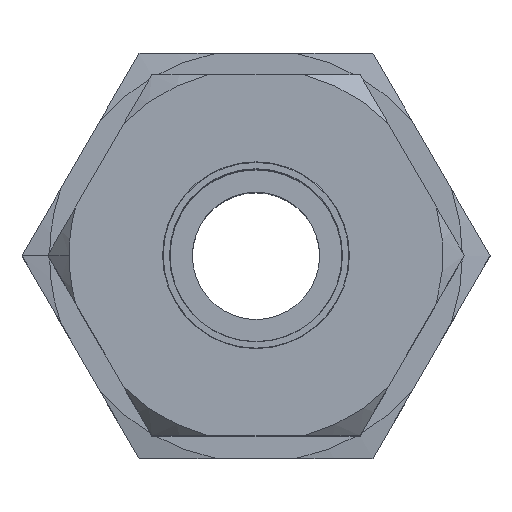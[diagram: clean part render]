
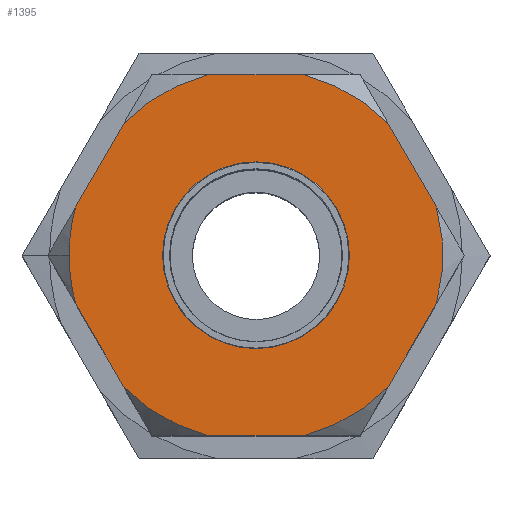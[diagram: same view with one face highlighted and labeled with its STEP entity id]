
A CAD part, top view. The second image highlights one B-rep face of the part: STEP entity #1395.
In plain terms, the highlighted planar face has unit normal (0, 0, 1).
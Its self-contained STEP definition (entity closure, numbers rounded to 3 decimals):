
#87 = CARTESIAN_POINT ( 'NONE',  ( 0., 0., 22.5 ) ) ;
#88 = DIRECTION ( 'NONE',  ( 0., 0., 1. ) ) ;
#89 = AXIS2_PLACEMENT_3D ( 'NONE', #87, #88, #180 ) ;
#180 = DIRECTION ( 'NONE',  ( 1., 0., 0. ) ) ;
#386 = CARTESIAN_POINT ( 'NONE',  ( 4.4, 0., 22.5 ) ) ;
#397 = CARTESIAN_POINT ( 'NONE',  ( -4.4, 0., 22.5 ) ) ;
#401 = CIRCLE ( 'NONE', #89, 8.801 ) ;
#411 = CARTESIAN_POINT ( 'NONE',  ( 2.284, -8.5, 22.5 ) ) ;
#493 = CARTESIAN_POINT ( 'NONE',  ( 6.219, -6.228, 22.5 ) ) ;
#503 = CARTESIAN_POINT ( 'NONE',  ( 0., 0., 22.5 ) ) ;
#544 = DIRECTION ( 'NONE',  ( 1., 0., 0. ) ) ;
#545 = DIRECTION ( 'NONE',  ( 0., 0., 1. ) ) ;
#546 = AXIS2_PLACEMENT_3D ( 'NONE', #503, #545, #544 ) ;
#547 = CIRCLE ( 'NONE', #546, 4.4 ) ;
#1362 = VERTEX_POINT ( 'NONE', #1956 ) ;
#1363 = VERTEX_POINT ( 'NONE', #1976 ) ;
#1367 = ORIENTED_EDGE ( 'NONE', *, *, #1368, .F. ) ;
#1368 = EDGE_CURVE ( 'NONE', #3281, #3294, #2013, .T. ) ;
#1369 = ORIENTED_EDGE ( 'NONE', *, *, #3349, .F. ) ;
#1370 = EDGE_LOOP ( 'NONE', ( #1371, #1438, #1465, #1439, #1483, #1486, #1446, #1440, #1442, #1467, #1498, #1496, #1495 ) ) ;
#1371 = ORIENTED_EDGE ( 'NONE', *, *, #1407, .T. ) ;
#1386 = EDGE_CURVE ( 'NONE', #1363, #1362, #1996, .T. ) ;
#1395 = ADVANCED_FACE ( 'NONE', ( #2032, #2033 ), #2041, .F. ) ;
#1396 = EDGE_LOOP ( 'NONE', ( #1367, #1369 ) ) ;
#1402 = VERTEX_POINT ( 'NONE', #2024 ) ;
#1407 = EDGE_CURVE ( 'NONE', #1491, #1402, #2056, .T. ) ;
#1434 = VERTEX_POINT ( 'NONE', #2084 ) ;
#1438 = ORIENTED_EDGE ( 'NONE', *, *, #1444, .T. ) ;
#1439 = ORIENTED_EDGE ( 'NONE', *, *, #1482, .T. ) ;
#1440 = ORIENTED_EDGE ( 'NONE', *, *, #1441, .T. ) ;
#1441 = EDGE_CURVE ( 'NONE', #1502, #1363, #2096, .T. ) ;
#1442 = ORIENTED_EDGE ( 'NONE', *, *, #1386, .T. ) ;
#1443 = EDGE_CURVE ( 'NONE', #1475, #1434, #2092, .T. ) ;
#1444 = EDGE_CURVE ( 'NONE', #1402, #3297, #2082, .T. ) ;
#1446 = ORIENTED_EDGE ( 'NONE', *, *, #1503, .T. ) ;
#1450 = EDGE_CURVE ( 'NONE', #1454, #3227, #2070, .T. ) ;
#1454 = VERTEX_POINT ( 'NONE', #2064 ) ;
#1465 = ORIENTED_EDGE ( 'NONE', *, *, #3296, .T. ) ;
#1467 = ORIENTED_EDGE ( 'NONE', *, *, #1497, .T. ) ;
#1475 = VERTEX_POINT ( 'NONE', #2235 ) ;
#1482 = EDGE_CURVE ( 'NONE', #3334, #1499, #2220, .T. ) ;
#1483 = ORIENTED_EDGE ( 'NONE', *, *, #1506, .T. ) ;
#1486 = ORIENTED_EDGE ( 'NONE', *, *, #1443, .T. ) ;
#1491 = VERTEX_POINT ( 'NONE', #2194 ) ;
#1494 = EDGE_CURVE ( 'NONE', #3241, #1491, #2189, .T. ) ;
#1495 = ORIENTED_EDGE ( 'NONE', *, *, #1494, .T. ) ;
#1496 = ORIENTED_EDGE ( 'NONE', *, *, #3226, .T. ) ;
#1497 = EDGE_CURVE ( 'NONE', #1362, #1454, #2185, .T. ) ;
#1498 = ORIENTED_EDGE ( 'NONE', *, *, #1450, .T. ) ;
#1499 = VERTEX_POINT ( 'NONE', #1813 ) ;
#1502 = VERTEX_POINT ( 'NONE', #2181 ) ;
#1503 = EDGE_CURVE ( 'NONE', #1434, #1502, #1985, .T. ) ;
#1506 = EDGE_CURVE ( 'NONE', #1499, #1475, #2254, .T. ) ;
#1813 = CARTESIAN_POINT ( 'NONE',  ( 8.503, -2.272, 22.5 ) ) ;
#1822 = DIRECTION ( 'NONE',  ( 1., 0., 0. ) ) ;
#1952 = DIRECTION ( 'NONE',  ( 1., 0., 0. ) ) ;
#1953 = DIRECTION ( 'NONE',  ( 0., 0., 1. ) ) ;
#1954 = AXIS2_PLACEMENT_3D ( 'NONE', #1959, #1953, #1952 ) ;
#1956 = CARTESIAN_POINT ( 'NONE',  ( -6.219, 6.228, 22.5 ) ) ;
#1959 = CARTESIAN_POINT ( 'NONE',  ( 0., 0., 22.5 ) ) ;
#1969 = DIRECTION ( 'NONE',  ( 1., 0., 0. ) ) ;
#1972 = DIRECTION ( 'NONE',  ( 0., 0., 1. ) ) ;
#1973 = CARTESIAN_POINT ( 'NONE',  ( 0., 0., 22.5 ) ) ;
#1974 = AXIS2_PLACEMENT_3D ( 'NONE', #1973, #1972, #1969 ) ;
#1976 = CARTESIAN_POINT ( 'NONE',  ( -2.284, 8.5, 22.5 ) ) ;
#1983 = DIRECTION ( 'NONE',  ( 0., 0., 1. ) ) ;
#1984 = AXIS2_PLACEMENT_3D ( 'NONE', #1987, #1983, #1822 ) ;
#1985 = CIRCLE ( 'NONE', #1984, 8.801 ) ;
#1987 = CARTESIAN_POINT ( 'NONE',  ( 0., 0., 22.5 ) ) ;
#1996 = CIRCLE ( 'NONE', #1974, 8.801 ) ;
#2013 = CIRCLE ( 'NONE', #1954, 4.4 ) ;
#2023 = AXIS2_PLACEMENT_3D ( 'NONE', #2034, #2040, #2030 ) ;
#2024 = CARTESIAN_POINT ( 'NONE',  ( -2.284, -8.5, 22.5 ) ) ;
#2030 = DIRECTION ( 'NONE',  ( -1., 0., 0. ) ) ;
#2032 = FACE_BOUND ( 'NONE', #1396, .T. ) ;
#2033 = FACE_OUTER_BOUND ( 'NONE', #1370, .T. ) ;
#2034 = CARTESIAN_POINT ( 'NONE',  ( 0., 8.801, 22.5 ) ) ;
#2040 = DIRECTION ( 'NONE',  ( 0., 0., -1. ) ) ;
#2041 = PLANE ( 'NONE',  #2023 ) ;
#2044 = AXIS2_PLACEMENT_3D ( 'NONE', #2048, #2054, #2053 ) ;
#2048 = CARTESIAN_POINT ( 'NONE',  ( 0., 0., 22.5 ) ) ;
#2053 = DIRECTION ( 'NONE',  ( 1., 0., 0. ) ) ;
#2054 = DIRECTION ( 'NONE',  ( 0., 0., 1. ) ) ;
#2056 = CIRCLE ( 'NONE', #2044, 8.801 ) ;
#2064 = CARTESIAN_POINT ( 'NONE',  ( -8.503, 2.272, 22.5 ) ) ;
#2066 = DIRECTION ( 'NONE',  ( 1., 0., 0. ) ) ;
#2067 = DIRECTION ( 'NONE',  ( 0., 0., 1. ) ) ;
#2068 = CARTESIAN_POINT ( 'NONE',  ( 0., 0., 22.5 ) ) ;
#2069 = AXIS2_PLACEMENT_3D ( 'NONE', #2068, #2067, #2066 ) ;
#2070 = CIRCLE ( 'NONE', #2069, 8.801 ) ;
#2079 = DIRECTION ( 'NONE',  ( 1., 0., 0. ) ) ;
#2080 = VECTOR ( 'NONE', #2079, 1000. ) ;
#2081 = CARTESIAN_POINT ( 'NONE',  ( -4.907, -8.5, 22.5 ) ) ;
#2082 = LINE ( 'NONE', #2081, #2080 ) ;
#2084 = CARTESIAN_POINT ( 'NONE',  ( 6.219, 6.228, 22.5 ) ) ;
#2089 = DIRECTION ( 'NONE',  ( -0.5, 0.866, 0. ) ) ;
#2090 = VECTOR ( 'NONE', #2089, 1000. ) ;
#2091 = CARTESIAN_POINT ( 'NONE',  ( 9.815, 0., 22.5 ) ) ;
#2092 = LINE ( 'NONE', #2091, #2090 ) ;
#2093 = DIRECTION ( 'NONE',  ( -1., 0., 0. ) ) ;
#2094 = VECTOR ( 'NONE', #2093, 1000. ) ;
#2095 = CARTESIAN_POINT ( 'NONE',  ( 4.907, 8.5, 22.5 ) ) ;
#2096 = LINE ( 'NONE', #2095, #2094 ) ;
#2181 = CARTESIAN_POINT ( 'NONE',  ( 2.284, 8.5, 22.5 ) ) ;
#2182 = DIRECTION ( 'NONE',  ( -0.5, -0.866, 0. ) ) ;
#2183 = VECTOR ( 'NONE', #2182, 1000. ) ;
#2184 = CARTESIAN_POINT ( 'NONE',  ( -4.907, 8.5, 22.5 ) ) ;
#2185 = LINE ( 'NONE', #2184, #2183 ) ;
#2186 = DIRECTION ( 'NONE',  ( 0.5, -0.866, 0. ) ) ;
#2187 = VECTOR ( 'NONE', #2186, 1000. ) ;
#2188 = CARTESIAN_POINT ( 'NONE',  ( -9.815, 0., 22.5 ) ) ;
#2189 = LINE ( 'NONE', #2188, #2187 ) ;
#2194 = CARTESIAN_POINT ( 'NONE',  ( -6.219, -6.228, 22.5 ) ) ;
#2212 = DIRECTION ( 'NONE',  ( 0.5, 0.866, 0. ) ) ;
#2213 = VECTOR ( 'NONE', #2212, 1000. ) ;
#2214 = CARTESIAN_POINT ( 'NONE',  ( 4.907, -8.5, 22.5 ) ) ;
#2220 = LINE ( 'NONE', #2214, #2213 ) ;
#2235 = CARTESIAN_POINT ( 'NONE',  ( 8.503, 2.272, 22.5 ) ) ;
#2247 = DIRECTION ( 'NONE',  ( 1., 0., 0. ) ) ;
#2248 = DIRECTION ( 'NONE',  ( 0., 0., 1. ) ) ;
#2251 = CARTESIAN_POINT ( 'NONE',  ( 0., 0., 22.5 ) ) ;
#2252 = AXIS2_PLACEMENT_3D ( 'NONE', #2251, #2248, #2247 ) ;
#2254 = CIRCLE ( 'NONE', #2252, 8.801 ) ;
#2951 = DIRECTION ( 'NONE',  ( 0., 0., 1. ) ) ;
#2952 = CARTESIAN_POINT ( 'NONE',  ( 0., 0., 22.5 ) ) ;
#2953 = AXIS2_PLACEMENT_3D ( 'NONE', #2952, #2951, #2958 ) ;
#2954 = CIRCLE ( 'NONE', #2953, 8.801 ) ;
#2957 = CARTESIAN_POINT ( 'NONE',  ( -8.801, 0., 22.5 ) ) ;
#2958 = DIRECTION ( 'NONE',  ( 1., 0., 0. ) ) ;
#2982 = CARTESIAN_POINT ( 'NONE',  ( -8.503, -2.272, 22.5 ) ) ;
#3226 = EDGE_CURVE ( 'NONE', #3227, #3241, #2954, .T. ) ;
#3227 = VERTEX_POINT ( 'NONE', #2957 ) ;
#3241 = VERTEX_POINT ( 'NONE', #2982 ) ;
#3281 = VERTEX_POINT ( 'NONE', #386 ) ;
#3294 = VERTEX_POINT ( 'NONE', #397 ) ;
#3296 = EDGE_CURVE ( 'NONE', #3297, #3334, #401, .T. ) ;
#3297 = VERTEX_POINT ( 'NONE', #411 ) ;
#3334 = VERTEX_POINT ( 'NONE', #493 ) ;
#3349 = EDGE_CURVE ( 'NONE', #3294, #3281, #547, .T. ) ;
